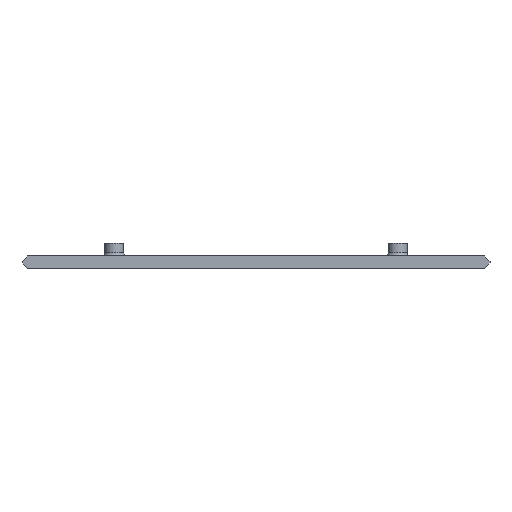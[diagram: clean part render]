
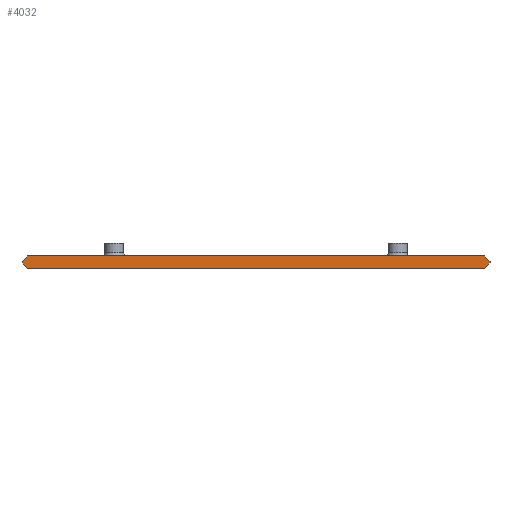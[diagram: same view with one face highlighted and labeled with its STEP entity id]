
A CAD part, front view. The second image highlights one B-rep face of the part: STEP entity #4032.
In plain terms, the highlighted planar face has unit normal (0, -1, 0).
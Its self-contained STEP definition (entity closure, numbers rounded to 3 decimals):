
#103=LINE('',#5261,#625);
#607=LINE('',#6323,#1129);
#610=LINE('',#6328,#1132);
#611=LINE('',#6330,#1133);
#616=LINE('',#6349,#1138);
#617=LINE('',#6351,#1139);
#618=LINE('',#6353,#1140);
#619=LINE('',#6354,#1141);
#625=VECTOR('',#4289,10.);
#1129=VECTOR('',#5201,10.);
#1132=VECTOR('',#5206,10.);
#1133=VECTOR('',#5209,10.);
#1138=VECTOR('',#5232,10.);
#1139=VECTOR('',#5233,10.);
#1140=VECTOR('',#5234,10.);
#1141=VECTOR('',#5235,10.);
#1316=PLANE('',#4270);
#1508=FACE_OUTER_BOUND('',#1739,.T.);
#1739=EDGE_LOOP('',(#3647,#3648,#3649,#3650,#3651,#3652,#3653,#3654));
#1815=VERTEX_POINT('',#5258);
#1816=VERTEX_POINT('',#5260);
#2169=VERTEX_POINT('',#6320);
#2170=VERTEX_POINT('',#6322);
#2171=VERTEX_POINT('',#6326);
#2176=VERTEX_POINT('',#6348);
#2177=VERTEX_POINT('',#6350);
#2178=VERTEX_POINT('',#6352);
#2184=EDGE_CURVE('',#1816,#1815,#103,.T.);
#2713=EDGE_CURVE('',#2170,#2169,#607,.T.);
#2716=EDGE_CURVE('',#2169,#2171,#610,.T.);
#2717=EDGE_CURVE('',#2171,#1816,#611,.T.);
#2726=EDGE_CURVE('',#1815,#2176,#616,.T.);
#2727=EDGE_CURVE('',#2176,#2177,#617,.T.);
#2728=EDGE_CURVE('',#2177,#2178,#618,.T.);
#2729=EDGE_CURVE('',#2178,#2170,#619,.T.);
#3647=ORIENTED_EDGE('',*,*,#2184,.T.);
#3648=ORIENTED_EDGE('',*,*,#2726,.T.);
#3649=ORIENTED_EDGE('',*,*,#2727,.T.);
#3650=ORIENTED_EDGE('',*,*,#2728,.T.);
#3651=ORIENTED_EDGE('',*,*,#2729,.T.);
#3652=ORIENTED_EDGE('',*,*,#2713,.T.);
#3653=ORIENTED_EDGE('',*,*,#2716,.T.);
#3654=ORIENTED_EDGE('',*,*,#2717,.T.);
#4032=ADVANCED_FACE('',(#1508),#1316,.T.);
#4270=AXIS2_PLACEMENT_3D('',#6347,#5230,#5231);
#4289=DIRECTION('',(-1.,0.,0.));
#5201=DIRECTION('',(0.707,0.,0.707));
#5206=DIRECTION('',(0.,0.,1.));
#5209=DIRECTION('',(-0.707,0.,0.707));
#5230=DIRECTION('center_axis',(0.,-1.,0.));
#5231=DIRECTION('ref_axis',(0.,0.,-1.));
#5232=DIRECTION('',(-0.707,0.,-0.707));
#5233=DIRECTION('',(0.,0.,-1.));
#5234=DIRECTION('',(0.707,0.,-0.707));
#5235=DIRECTION('',(1.,0.,0.));
#5258=CARTESIAN_POINT('',(-72.5,-15.,2.));
#5260=CARTESIAN_POINT('',(72.5,-15.,2.));
#5261=CARTESIAN_POINT('',(-72.5,-15.,2.));
#6320=CARTESIAN_POINT('',(74.3,-15.,-0.2));
#6322=CARTESIAN_POINT('',(72.5,-15.,-2.));
#6323=CARTESIAN_POINT('',(74.3,-15.,-0.2));
#6326=CARTESIAN_POINT('',(74.3,-15.,0.2));
#6328=CARTESIAN_POINT('',(74.3,-15.,0.2));
#6330=CARTESIAN_POINT('',(72.5,-15.,2.));
#6347=CARTESIAN_POINT('Origin',(0.,-15.,0.));
#6348=CARTESIAN_POINT('',(-74.3,-15.,0.2));
#6349=CARTESIAN_POINT('',(-72.5,-15.,2.));
#6350=CARTESIAN_POINT('',(-74.3,-15.,-0.2));
#6351=CARTESIAN_POINT('',(-74.3,-15.,0.));
#6352=CARTESIAN_POINT('',(-72.5,-15.,-2.));
#6353=CARTESIAN_POINT('',(-74.3,-15.,-0.2));
#6354=CARTESIAN_POINT('',(72.5,-15.,-2.));
